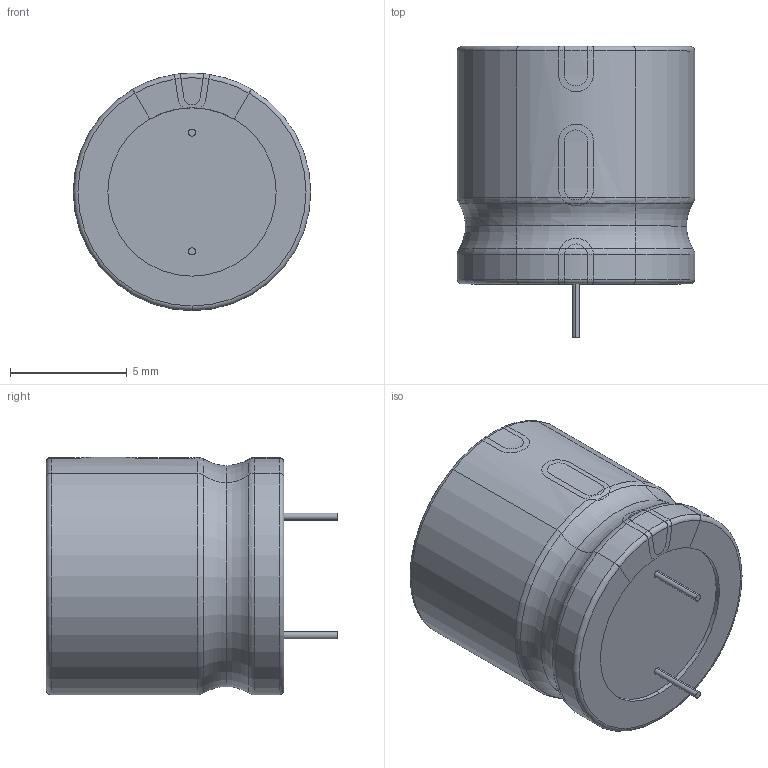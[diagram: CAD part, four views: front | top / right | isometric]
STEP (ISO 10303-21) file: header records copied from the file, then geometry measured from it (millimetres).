
FILE_DESCRIPTION(('FreeCAD Model'),'2;1');
FILE_NAME('c_elko_10x10.step', '2018-05-28T14:25:55',('kicad StepUp'),('ksu MCAD'), 'Open CASCADE STEP processor 7.2','FreeCAD','Unknown');
FILE_SCHEMA(('AUTOMOTIVE_DESIGN_CC2 { 1 2 10303 214 -1 1 5 4 }'));
Length unit declared in the file: millimetre
Products named in the file (1): c_elko_10x10
Bounding box: 10.16 x 12.46 x 10.16 mm (x, y, z)
Volume: 791.2 mm3; surface area: 496.8 mm2
Topology: 1 solids, 1 shells, 85 faces, 217 edges, 137 vertices
Faces by surface type: torus 36, cylinder 26, plane 23
Entity records: 3331 total; most frequent: CARTESIAN_POINT 636, DIRECTION 464, ORIENTED_EDGE 434, EDGE_CURVE 217, AXIS2_PLACEMENT_3D 199, VERTEX_POINT 137, CIRCLE 113, FACE_BOUND 88
